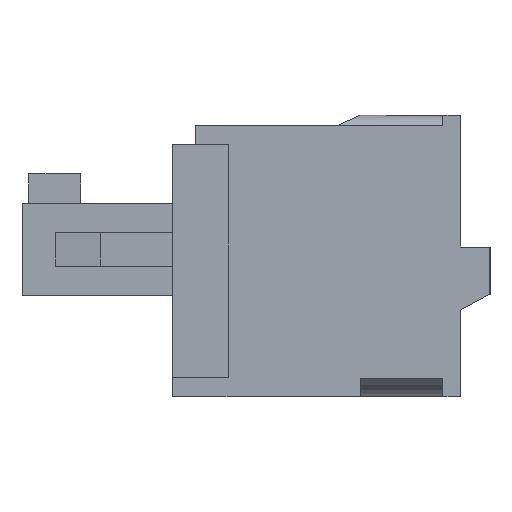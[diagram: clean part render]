
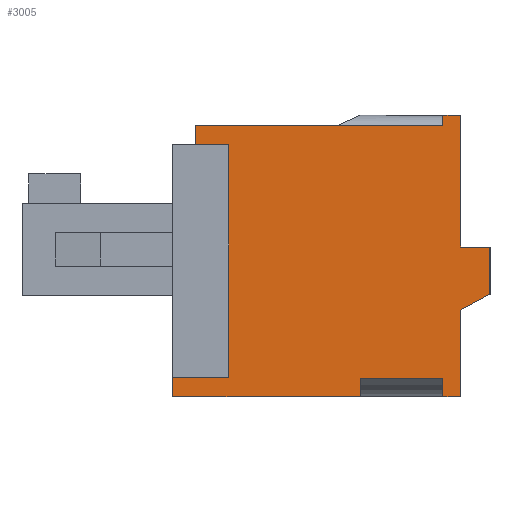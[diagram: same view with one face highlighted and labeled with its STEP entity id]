
A CAD part, left-side view. The second image highlights one B-rep face of the part: STEP entity #3005.
In plain terms, the highlighted planar face has unit normal (-1, 0, 0).
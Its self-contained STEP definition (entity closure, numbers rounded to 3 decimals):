
#3005 = ADVANCED_FACE( '', ( #6135 ), #6136, .T. );
#6135 = FACE_OUTER_BOUND( '', #9425, .T. );
#6136 = PLANE( '', #9426 );
#9425 = EDGE_LOOP( '', ( #18298, #18299, #18300, #18301, #18302, #18303, #18304, #18305, #18306, #18307, #18308, #18309, #18310, #18311, #18312, #18313, #18314, #18315 ) );
#9426 = AXIS2_PLACEMENT_3D( '', #18316, #18317, #18318 );
#18298 = ORIENTED_EDGE( '', *, *, #23972, .T. );
#18299 = ORIENTED_EDGE( '', *, *, #20741, .T. );
#18300 = ORIENTED_EDGE( '', *, *, #20509, .F. );
#18301 = ORIENTED_EDGE( '', *, *, #22621, .F. );
#18302 = ORIENTED_EDGE( '', *, *, #21773, .T. );
#18303 = ORIENTED_EDGE( '', *, *, #21611, .T. );
#18304 = ORIENTED_EDGE( '', *, *, #24117, .T. );
#18305 = ORIENTED_EDGE( '', *, *, #24118, .F. );
#18306 = ORIENTED_EDGE( '', *, *, #24062, .T. );
#18307 = ORIENTED_EDGE( '', *, *, #23205, .T. );
#18308 = ORIENTED_EDGE( '', *, *, #23027, .T. );
#18309 = ORIENTED_EDGE( '', *, *, #24119, .F. );
#18310 = ORIENTED_EDGE( '', *, *, #23367, .F. );
#18311 = ORIENTED_EDGE( '', *, *, #24120, .T. );
#18312 = ORIENTED_EDGE( '', *, *, #23439, .F. );
#18313 = ORIENTED_EDGE( '', *, *, #22514, .T. );
#18314 = ORIENTED_EDGE( '', *, *, #24054, .T. );
#18315 = ORIENTED_EDGE( '', *, *, #22175, .T. );
#18316 = CARTESIAN_POINT( '', ( -11.83, -7.05, -6.25 ) );
#18317 = DIRECTION( '', ( -1., 0., 0. ) );
#18318 = DIRECTION( '', ( 0., 0., 1. ) );
#20509 = EDGE_CURVE( '', #24662, #24663, #24664, .T. );
#20741 = EDGE_CURVE( '', #25082, #24663, #25083, .T. );
#21611 = EDGE_CURVE( '', #26597, #26595, #26598, .T. );
#21773 = EDGE_CURVE( '', #26855, #26597, #26856, .T. );
#22175 = EDGE_CURVE( '', #27504, #27502, #27505, .T. );
#22514 = EDGE_CURVE( '', #28012, #28010, #28013, .T. );
#22621 = EDGE_CURVE( '', #26855, #24662, #28176, .T. );
#23027 = EDGE_CURVE( '', #28744, #28746, #28748, .T. );
#23205 = EDGE_CURVE( '', #28990, #28744, #28991, .T. );
#23367 = EDGE_CURVE( '', #29199, #29201, #29202, .T. );
#23439 = EDGE_CURVE( '', #28012, #29293, #29294, .T. );
#23972 = EDGE_CURVE( '', #27502, #25082, #29932, .T. );
#24054 = EDGE_CURVE( '', #28010, #27504, #30025, .T. );
#24062 = EDGE_CURVE( '', #30035, #28990, #30036, .T. );
#24117 = EDGE_CURVE( '', #26595, #30099, #30100, .T. );
#24118 = EDGE_CURVE( '', #30035, #30099, #30101, .T. );
#24119 = EDGE_CURVE( '', #29201, #28746, #30102, .T. );
#24120 = EDGE_CURVE( '', #29199, #29293, #30103, .T. );
#24662 = VERTEX_POINT( '', #30735 );
#24663 = VERTEX_POINT( '', #30736 );
#24664 = LINE( '', #30737, #30738 );
#25082 = VERTEX_POINT( '', #31335 );
#25083 = LINE( '', #31336, #31337 );
#26595 = VERTEX_POINT( '', #33568 );
#26597 = VERTEX_POINT( '', #33571 );
#26598 = LINE( '', #33572, #33573 );
#26855 = VERTEX_POINT( '', #33953 );
#26856 = LINE( '', #33954, #33955 );
#27502 = VERTEX_POINT( '', #34927 );
#27504 = VERTEX_POINT( '', #34930 );
#27505 = LINE( '', #34931, #34932 );
#28010 = VERTEX_POINT( '', #35674 );
#28012 = VERTEX_POINT( '', #35677 );
#28013 = LINE( '', #35678, #35679 );
#28176 = LINE( '', #35943, #35944 );
#28744 = VERTEX_POINT( '', #36848 );
#28746 = VERTEX_POINT( '', #36851 );
#28748 = LINE( '', #36854, #36855 );
#28990 = VERTEX_POINT( '', #37224 );
#28991 = LINE( '', #37225, #37226 );
#29199 = VERTEX_POINT( '', #37550 );
#29201 = VERTEX_POINT( '', #37553 );
#29202 = LINE( '', #37554, #37555 );
#29293 = VERTEX_POINT( '', #37689 );
#29294 = LINE( '', #37690, #37691 );
#29932 = LINE( '', #38667, #38668 );
#30025 = LINE( '', #38800, #38801 );
#30035 = VERTEX_POINT( '', #38814 );
#30036 = LINE( '', #38815, #38816 );
#30099 = VERTEX_POINT( '', #38904 );
#30100 = LINE( '', #38905, #38906 );
#30101 = LINE( '', #38907, #38908 );
#30102 = LINE( '', #38909, #38910 );
#30103 = LINE( '', #38911, #38912 );
#30735 = CARTESIAN_POINT( '', ( -11.83, 7.05, -6.25 ) );
#30736 = CARTESIAN_POINT( '', ( -11.83, 7.05, -5.4 ) );
#30737 = CARTESIAN_POINT( '', ( -11.83, 7.05, -6.25 ) );
#30738 = VECTOR( '', #39510, 1000. );
#31335 = CARTESIAN_POINT( '', ( -11.83, 4.55, -5.4 ) );
#31336 = CARTESIAN_POINT( '', ( -11.83, 7.05, -5.4 ) );
#31337 = VECTOR( '', #39726, 1000. );
#33568 = CARTESIAN_POINT( '', ( -11.83, -4.95, -5.45 ) );
#33571 = CARTESIAN_POINT( '', ( -11.83, -1.3, -5.45 ) );
#33572 = CARTESIAN_POINT( '', ( -11.83, -1.3, -5.45 ) );
#33573 = VECTOR( '', #40552, 1000. );
#33953 = CARTESIAN_POINT( '', ( -11.83, -1.3, -6.25 ) );
#33954 = CARTESIAN_POINT( '', ( -11.83, -1.3, -6.25 ) );
#33955 = VECTOR( '', #40688, 1000. );
#34927 = CARTESIAN_POINT( '', ( -11.83, 4.55, 4.95 ) );
#34930 = CARTESIAN_POINT( '', ( -11.83, 6.05, 4.95 ) );
#34931 = CARTESIAN_POINT( '', ( -11.83, 6.05, 4.95 ) );
#34932 = VECTOR( '', #41067, 1000. );
#35674 = CARTESIAN_POINT( '', ( -11.83, 6.05, 5.8 ) );
#35677 = CARTESIAN_POINT( '', ( -11.83, -4.95, 5.8 ) );
#35678 = CARTESIAN_POINT( '', ( -11.83, -0.25, 5.8 ) );
#35679 = VECTOR( '', #41372, 1000. );
#35943 = CARTESIAN_POINT( '', ( -11.83, -7.05, -6.25 ) );
#35944 = VECTOR( '', #41465, 1000. );
#36848 = CARTESIAN_POINT( '', ( -11.83, -7.05, -1.7 ) );
#36851 = CARTESIAN_POINT( '', ( -11.83, -7.05, 0.4 ) );
#36854 = CARTESIAN_POINT( '', ( -11.83, -7.05, -6.25 ) );
#36855 = VECTOR( '', #41828, 1000. );
#37224 = CARTESIAN_POINT( '', ( -11.83, -5.75, -2.4 ) );
#37225 = CARTESIAN_POINT( '', ( -11.83, -5.75, -2.4 ) );
#37226 = VECTOR( '', #41983, 1000. );
#37550 = CARTESIAN_POINT( '', ( -11.83, -5.75, 6.25 ) );
#37553 = CARTESIAN_POINT( '', ( -11.83, -5.75, 0.4 ) );
#37554 = CARTESIAN_POINT( '', ( -11.83, -5.75, 6.25 ) );
#37555 = VECTOR( '', #42140, 1000. );
#37689 = CARTESIAN_POINT( '', ( -11.83, -4.95, 6.25 ) );
#37690 = CARTESIAN_POINT( '', ( -11.83, -4.95, -23.997 ) );
#37691 = VECTOR( '', #42202, 1000. );
#38667 = CARTESIAN_POINT( '', ( -11.83, 4.55, 24.847 ) );
#38668 = VECTOR( '', #42607, 1000. );
#38800 = CARTESIAN_POINT( '', ( -11.83, 6.05, 5.8 ) );
#38801 = VECTOR( '', #42659, 1000. );
#38814 = CARTESIAN_POINT( '', ( -11.83, -5.75, -6.25 ) );
#38815 = CARTESIAN_POINT( '', ( -11.83, -5.75, -6.25 ) );
#38816 = VECTOR( '', #42666, 1000. );
#38904 = CARTESIAN_POINT( '', ( -11.83, -4.95, -6.25 ) );
#38905 = CARTESIAN_POINT( '', ( -11.83, -4.95, -5.45 ) );
#38906 = VECTOR( '', #42704, 1000. );
#38907 = CARTESIAN_POINT( '', ( -11.83, -7.05, -6.25 ) );
#38908 = VECTOR( '', #42705, 1000. );
#38909 = CARTESIAN_POINT( '', ( -11.83, -7.05, 0.4 ) );
#38910 = VECTOR( '', #42706, 1000. );
#38911 = CARTESIAN_POINT( '', ( -11.83, -7.05, 6.25 ) );
#38912 = VECTOR( '', #42707, 1000. );
#39510 = DIRECTION( '', ( 0., 0., 1. ) );
#39726 = DIRECTION( '', ( 0., 1., 0. ) );
#40552 = DIRECTION( '', ( 0., -1., 0. ) );
#40688 = DIRECTION( '', ( 0., 0., 1. ) );
#41067 = DIRECTION( '', ( 0., -1., 0. ) );
#41372 = DIRECTION( '', ( 0., 1., 0. ) );
#41465 = DIRECTION( '', ( 0., 1., 0. ) );
#41828 = DIRECTION( '', ( 0., 0., 1. ) );
#41983 = DIRECTION( '', ( 0., -0.88, 0.474 ) );
#42140 = DIRECTION( '', ( 0., 0., -1. ) );
#42202 = DIRECTION( '', ( 0., 0., 1. ) );
#42607 = DIRECTION( '', ( 0., 0., -1. ) );
#42659 = DIRECTION( '', ( 0., 0., -1. ) );
#42666 = DIRECTION( '', ( 0., 0., 1. ) );
#42704 = DIRECTION( '', ( 0., 0., -1. ) );
#42705 = DIRECTION( '', ( 0., 1., 0. ) );
#42706 = DIRECTION( '', ( 0., -1., 0. ) );
#42707 = DIRECTION( '', ( 0., 1., 0. ) );
